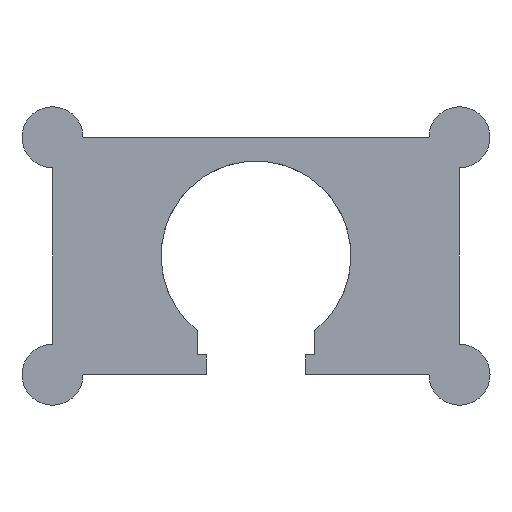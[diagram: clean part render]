
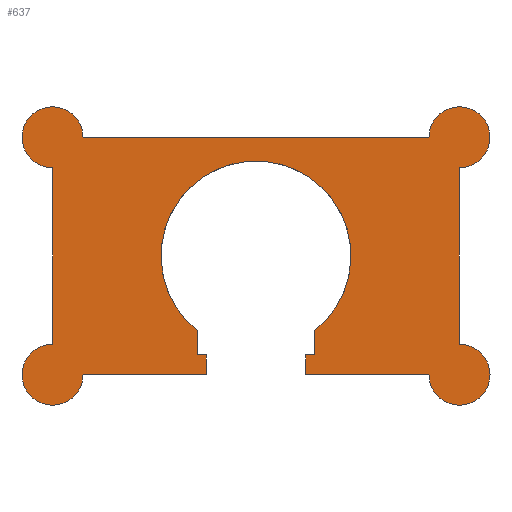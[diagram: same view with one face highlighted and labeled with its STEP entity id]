
A CAD part, front view. The second image highlights one B-rep face of the part: STEP entity #637.
In plain terms, the highlighted planar face has unit normal (0, -1, 0).
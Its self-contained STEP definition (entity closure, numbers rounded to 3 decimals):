
#42=PLANE('',#710);
#66=LINE('',#975,#128);
#70=LINE('',#984,#132);
#73=LINE('',#990,#135);
#76=LINE('',#996,#138);
#81=LINE('',#1012,#143);
#83=LINE('',#1015,#145);
#87=LINE('',#1026,#149);
#90=LINE('',#1032,#152);
#94=LINE('',#1044,#156);
#98=LINE('',#1056,#160);
#102=LINE('',#1068,#164);
#128=VECTOR('',#788,1000.);
#132=VECTOR('',#794,1000.);
#135=VECTOR('',#799,1000.);
#138=VECTOR('',#804,1000.);
#143=VECTOR('',#821,1000.);
#145=VECTOR('',#825,1000.);
#149=VECTOR('',#841,1000.);
#152=VECTOR('',#846,1000.);
#156=VECTOR('',#858,1000.);
#160=VECTOR('',#870,1000.);
#164=VECTOR('',#882,1000.);
#327=ORIENTED_EDGE('',*,*,#383,.F.);
#328=ORIENTED_EDGE('',*,*,#408,.F.);
#329=ORIENTED_EDGE('',*,*,#429,.F.);
#330=ORIENTED_EDGE('',*,*,#426,.F.);
#331=ORIENTED_EDGE('',*,*,#423,.F.);
#332=ORIENTED_EDGE('',*,*,#420,.F.);
#333=ORIENTED_EDGE('',*,*,#417,.F.);
#334=ORIENTED_EDGE('',*,*,#414,.F.);
#335=ORIENTED_EDGE('',*,*,#411,.F.);
#336=ORIENTED_EDGE('',*,*,#405,.F.);
#337=ORIENTED_EDGE('',*,*,#379,.F.);
#338=ORIENTED_EDGE('',*,*,#400,.F.);
#339=ORIENTED_EDGE('',*,*,#398,.F.);
#340=ORIENTED_EDGE('',*,*,#395,.F.);
#341=ORIENTED_EDGE('',*,*,#389,.F.);
#342=ORIENTED_EDGE('',*,*,#386,.F.);
#379=EDGE_CURVE('',#460,#457,#66,.T.);
#383=EDGE_CURVE('',#464,#461,#70,.T.);
#386=EDGE_CURVE('',#461,#465,#73,.T.);
#389=EDGE_CURVE('',#465,#467,#76,.T.);
#395=EDGE_CURVE('',#467,#469,#507,.T.);
#398=EDGE_CURVE('',#469,#472,#81,.T.);
#400=EDGE_CURVE('',#472,#460,#83,.T.);
#405=EDGE_CURVE('',#457,#475,#87,.T.);
#408=EDGE_CURVE('',#477,#464,#90,.T.);
#411=EDGE_CURVE('',#475,#479,#509,.T.);
#414=EDGE_CURVE('',#479,#481,#94,.T.);
#417=EDGE_CURVE('',#481,#483,#511,.T.);
#420=EDGE_CURVE('',#483,#485,#98,.T.);
#423=EDGE_CURVE('',#485,#487,#513,.T.);
#426=EDGE_CURVE('',#487,#489,#102,.T.);
#429=EDGE_CURVE('',#489,#477,#515,.T.);
#457=VERTEX_POINT('',#969);
#460=VERTEX_POINT('',#974);
#461=VERTEX_POINT('',#978);
#464=VERTEX_POINT('',#983);
#465=VERTEX_POINT('',#987);
#467=VERTEX_POINT('',#993);
#469=VERTEX_POINT('',#999);
#472=VERTEX_POINT('',#1009);
#475=VERTEX_POINT('',#1027);
#477=VERTEX_POINT('',#1033);
#479=VERTEX_POINT('',#1039);
#481=VERTEX_POINT('',#1045);
#483=VERTEX_POINT('',#1051);
#485=VERTEX_POINT('',#1057);
#487=VERTEX_POINT('',#1063);
#489=VERTEX_POINT('',#1069);
#507=CIRCLE('',#684,14.);
#509=CIRCLE('',#695,4.5);
#511=CIRCLE('',#699,4.5);
#513=CIRCLE('',#703,4.5);
#515=CIRCLE('',#707,4.5);
#554=EDGE_LOOP('',(#327,#328,#329,#330,#331,#332,#333,#334,#335,#336,#337,
#338,#339,#340,#341,#342));
#592=FACE_BOUND('',#554,.T.);
#637=ADVANCED_FACE('',(#592),#42,.T.);
#684=AXIS2_PLACEMENT_3D('',#1006,#815,#816);
#695=AXIS2_PLACEMENT_3D('',#1038,#851,#852);
#699=AXIS2_PLACEMENT_3D('',#1050,#863,#864);
#703=AXIS2_PLACEMENT_3D('',#1062,#875,#876);
#707=AXIS2_PLACEMENT_3D('',#1074,#887,#888);
#710=AXIS2_PLACEMENT_3D('',#1077,#893,#894);
#788=DIRECTION('',(0.,0.,-1.));
#794=DIRECTION('',(0.,0.,1.));
#799=DIRECTION('',(1.,0.,0.));
#804=DIRECTION('',(0.,0.,1.));
#815=DIRECTION('',(0.,-1.,0.));
#816=DIRECTION('',(0.,0.,-1.));
#821=DIRECTION('',(0.,0.,-1.));
#825=DIRECTION('',(1.,0.,0.));
#841=DIRECTION('',(-1.,0.,0.));
#846=DIRECTION('',(-1.,0.,0.));
#851=DIRECTION('',(0.,1.,0.));
#852=DIRECTION('',(1.,0.,0.));
#858=DIRECTION('',(0.,0.,1.));
#863=DIRECTION('',(0.,1.,0.));
#864=DIRECTION('',(1.,0.,0.));
#870=DIRECTION('',(1.,0.,0.));
#875=DIRECTION('',(0.,1.,0.));
#876=DIRECTION('',(-1.,0.,0.));
#882=DIRECTION('',(0.,0.,-1.));
#887=DIRECTION('',(0.,1.,0.));
#888=DIRECTION('',(-1.,0.,0.));
#893=DIRECTION('',(0.,-1.,0.));
#894=DIRECTION('',(0.,0.,-1.));
#969=CARTESIAN_POINT('',(-40.937,-19.978,-20.797));
#974=CARTESIAN_POINT('',(-40.937,-19.978,-17.873));
#975=CARTESIAN_POINT('',(-40.937,-19.978,-20.503));
#978=CARTESIAN_POINT('',(-26.337,-19.978,-17.873));
#983=CARTESIAN_POINT('',(-26.337,-19.978,-20.797));
#984=CARTESIAN_POINT('',(-26.337,-19.978,-17.873));
#987=CARTESIAN_POINT('',(-25.007,-19.978,-17.873));
#990=CARTESIAN_POINT('',(-25.007,-19.978,-17.873));
#993=CARTESIAN_POINT('',(-25.007,-19.978,-14.321));
#996=CARTESIAN_POINT('',(-25.007,-19.978,-14.321));
#999=CARTESIAN_POINT('',(-42.267,-19.978,-14.321));
#1006=CARTESIAN_POINT('',(-33.637,-19.978,-3.297));
#1009=CARTESIAN_POINT('',(-42.267,-19.978,-17.873));
#1012=CARTESIAN_POINT('',(-42.267,-19.978,-17.873));
#1015=CARTESIAN_POINT('',(-40.937,-19.978,-17.873));
#1026=CARTESIAN_POINT('',(-59.137,-19.978,-20.797));
#1027=CARTESIAN_POINT('',(-59.137,-19.978,-20.797));
#1032=CARTESIAN_POINT('',(-9.464,-19.978,-20.797));
#1033=CARTESIAN_POINT('',(-8.137,-19.978,-20.797));
#1038=CARTESIAN_POINT('',(-63.637,-19.978,-20.797));
#1039=CARTESIAN_POINT('',(-63.637,-19.978,-16.297));
#1044=CARTESIAN_POINT('',(-63.637,-19.978,9.703));
#1045=CARTESIAN_POINT('',(-63.637,-19.978,9.703));
#1050=CARTESIAN_POINT('',(-63.637,-19.978,14.203));
#1051=CARTESIAN_POINT('',(-59.137,-19.978,14.203));
#1056=CARTESIAN_POINT('',(-8.137,-19.978,14.203));
#1057=CARTESIAN_POINT('',(-8.137,-19.978,14.203));
#1062=CARTESIAN_POINT('',(-3.637,-19.978,14.203));
#1063=CARTESIAN_POINT('',(-3.637,-19.978,9.703));
#1068=CARTESIAN_POINT('',(-3.637,-19.978,-16.297));
#1069=CARTESIAN_POINT('',(-3.637,-19.978,-16.297));
#1074=CARTESIAN_POINT('',(-3.637,-19.978,-20.797));
#1077=CARTESIAN_POINT('',(-33.637,-19.978,-3.297));
